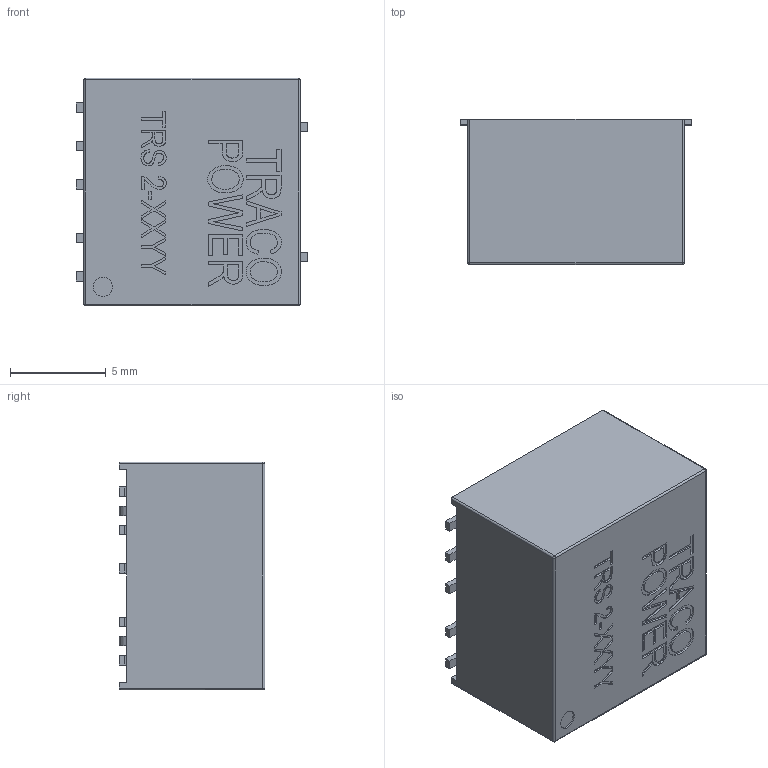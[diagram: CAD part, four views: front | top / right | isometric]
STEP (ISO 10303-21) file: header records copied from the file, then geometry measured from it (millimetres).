
FILE_DESCRIPTION (( 'STEP AP214' ), '1' );
FILE_NAME ('TRS2.STEP', '2018-08-25T11:39:57', ( '' ), ( '' ), 'SwSTEP 2.0', 'SolidWorks 2018', '' );
FILE_SCHEMA (( 'AUTOMOTIVE_DESIGN' ));
Length unit declared in the file: millimetre
Products named in the file (3): TRS2; TRS2-Body; TRS2-Pin
Assembly tree (8 placements, depth 2):
  TRS2
    TRS2-Pin  x7
    TRS2-Body
Bounding box: 12.1 x 7.6 x 11.9 mm (x, y, z)
Volume: 960.3 mm3; surface area: 655.2 mm2
Topology: 8 solids, 8 shells, 357 faces, 932 edges, 614 vertices
Faces by surface type: plane 232, bspline 96, cylinder 25, sphere 4
Entity records: 14370 total; most frequent: CARTESIAN_POINT 6968, ORIENTED_EDGE 1640, DIRECTION 1096, EDGE_CURVE 820, VECTOR 604, LINE 604, VERTEX_POINT 542, EDGE_LOOP 336
